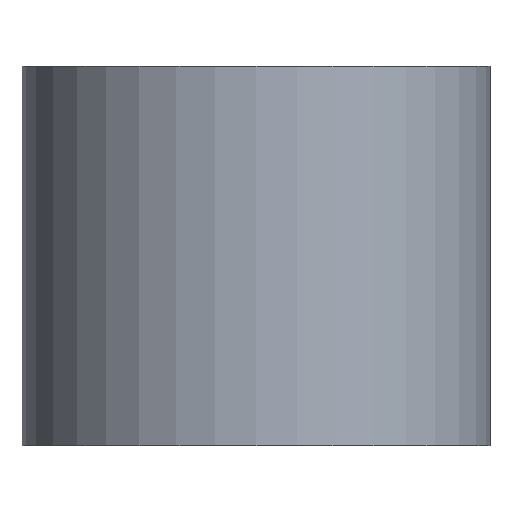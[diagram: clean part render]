
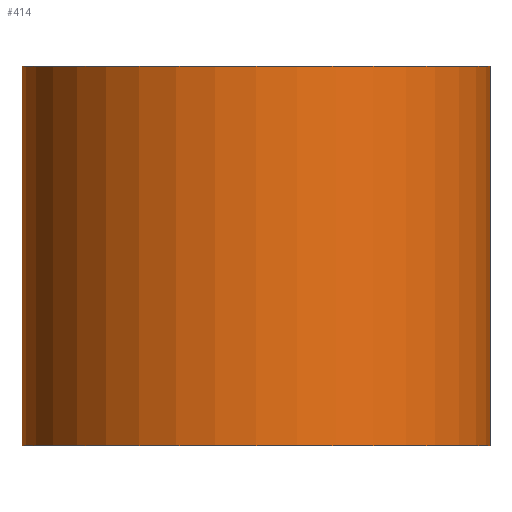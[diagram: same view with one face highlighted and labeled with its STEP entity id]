
A CAD part, front view. The second image highlights one B-rep face of the part: STEP entity #414.
In plain terms, the highlighted cylindrical face has radius 18.5 mm (diameter 37 mm), a partial arc.
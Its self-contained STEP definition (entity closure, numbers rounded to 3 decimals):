
#70 = DIRECTION ( 'NONE',  ( 0., 0., -1. ) ) ;
#101 = CARTESIAN_POINT ( 'NONE',  ( -18.5, 0., 0. ) ) ;
#104 = CARTESIAN_POINT ( 'NONE',  ( 18.5, 0., 30. ) ) ;
#115 = DIRECTION ( 'NONE',  ( 0., 0., 1. ) ) ;
#123 = DIRECTION ( 'NONE',  ( -1., 0., 0. ) ) ;
#127 = VERTEX_POINT ( 'NONE', #104 ) ;
#134 = VERTEX_POINT ( 'NONE', #156 ) ;
#138 = VERTEX_POINT ( 'NONE', #101 ) ;
#144 = AXIS2_PLACEMENT_3D ( 'NONE', #419, #115, #624 ) ;
#150 = CIRCLE ( 'NONE', #545, 18.5 ) ;
#153 = CARTESIAN_POINT ( 'NONE',  ( -18.5, 0., 30. ) ) ;
#156 = CARTESIAN_POINT ( 'NONE',  ( -18.5, 0., 30. ) ) ;
#158 = EDGE_CURVE ( 'NONE', #134, #138, #615, .T. ) ;
#175 = CARTESIAN_POINT ( 'NONE',  ( 0., 0., 0. ) ) ;
#178 = VECTOR ( 'NONE', #180, 1000. ) ;
#180 = DIRECTION ( 'NONE',  ( 0., 0., -1. ) ) ;
#185 = EDGE_LOOP ( 'NONE', ( #281, #498, #626, #317 ) ) ;
#207 = EDGE_CURVE ( 'NONE', #138, #389, #150, .T. ) ;
#258 = FACE_OUTER_BOUND ( 'NONE', #185, .T. ) ;
#265 = CARTESIAN_POINT ( 'NONE',  ( 0., 0., 30. ) ) ;
#281 = ORIENTED_EDGE ( 'NONE', *, *, #592, .F. ) ;
#291 = AXIS2_PLACEMENT_3D ( 'NONE', #265, #70, #123 ) ;
#317 = ORIENTED_EDGE ( 'NONE', *, *, #207, .T. ) ;
#322 = CARTESIAN_POINT ( 'NONE',  ( 18.5, 0., 0. ) ) ;
#357 = DIRECTION ( 'NONE',  ( 0., 0., -1. ) ) ;
#365 = CIRCLE ( 'NONE', #144, 18.5 ) ;
#389 = VERTEX_POINT ( 'NONE', #322 ) ;
#392 = EDGE_CURVE ( 'NONE', #134, #127, #365, .T. ) ;
#414 = ADVANCED_FACE ( 'NONE', ( #258 ), #581, .T. ) ;
#419 = CARTESIAN_POINT ( 'NONE',  ( 0., 0., 30. ) ) ;
#428 = LINE ( 'NONE', #645, #178 ) ;
#432 = VECTOR ( 'NONE', #357, 1000. ) ;
#498 = ORIENTED_EDGE ( 'NONE', *, *, #392, .F. ) ;
#545 = AXIS2_PLACEMENT_3D ( 'NONE', #175, #588, #643 ) ;
#581 = CYLINDRICAL_SURFACE ( 'NONE', #291, 18.5 ) ;
#588 = DIRECTION ( 'NONE',  ( 0., 0., 1. ) ) ;
#592 = EDGE_CURVE ( 'NONE', #127, #389, #428, .T. ) ;
#615 = LINE ( 'NONE', #153, #432 ) ;
#624 = DIRECTION ( 'NONE',  ( 1., 0., 0. ) ) ;
#626 = ORIENTED_EDGE ( 'NONE', *, *, #158, .T. ) ;
#643 = DIRECTION ( 'NONE',  ( 1., 0., 0. ) ) ;
#645 = CARTESIAN_POINT ( 'NONE',  ( 18.5, 0., 30. ) ) ;
